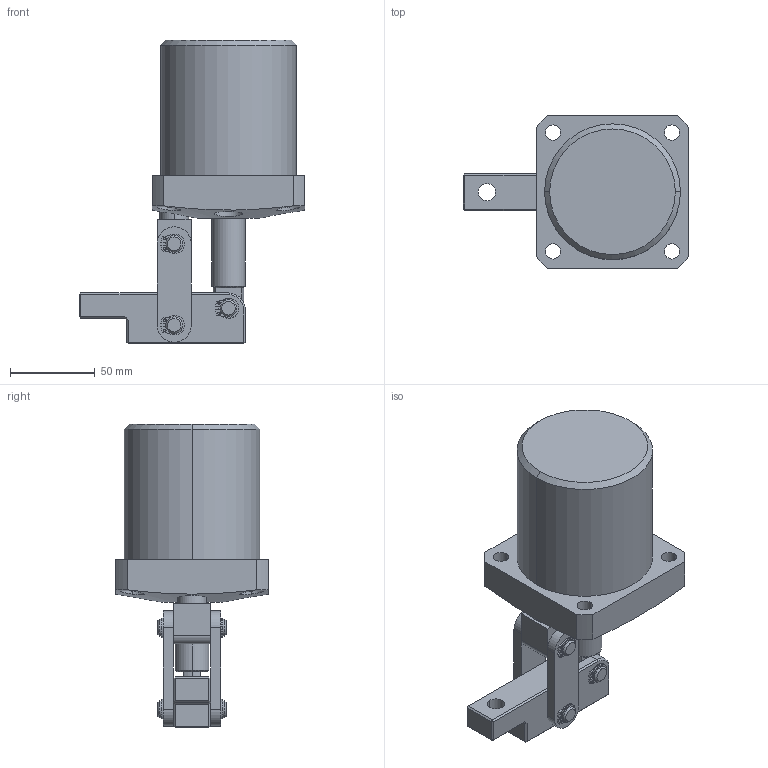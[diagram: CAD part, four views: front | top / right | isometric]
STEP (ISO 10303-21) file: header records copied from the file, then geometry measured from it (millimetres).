
FILE_DESCRIPTION (( 'STEP AP203' ), '1' );
FILE_NAME ('HPLCU-63L.STEP', '2020-03-05T01:06:29', ( '微软用户' ), ( '微软中国' ), 'SwSTEP 2.0', 'SolidWorks 2012', '' );
FILE_SCHEMA (( 'CONFIG_CONTROL_DESIGN' ));
Length unit declared in the file: millimetre
Products named in the file (9): HPLCU-63L; HPLCU-63盓傅; circlips for shaft--type a large gb_GB_CONNECTING_PIECE_RING_RRA 10; HPLCU-63酗种; HPLCU-63揤旋; HPLCU-63蟀裝; HPLCU-63活塞杆; HPLCU-63傻种; HPLCU-63掛极
Assembly tree (15 placements, depth 2):
  HPLCU-63L
    HPLCU-63掛极
    HPLCU-63傻种
    HPLCU-63活塞杆
    HPLCU-63蟀裝  x2
    HPLCU-63揤旋
    HPLCU-63酗种  x2
    circlips for shaft--type a large gb_GB_CONNECTING_PIECE_RING_RRA 10  x6
    HPLCU-63盓傅
Bounding box: 133 x 90 x 179 mm (x, y, z)
Volume: 551758.5 mm3; surface area: 108831.2 mm2
Topology: 15 solids, 15 shells, 446 faces, 1074 edges, 687 vertices
Faces by surface type: cylinder 209, plane 173, cone 40, bspline 16, torus 8
Entity records: 11289 total; most frequent: CARTESIAN_POINT 3064, DIRECTION 1527, ORIENTED_EDGE 1406, EDGE_CURVE 703, AXIS2_PLACEMENT_3D 571, VERTEX_POINT 445, LINE 385, VECTOR 385
